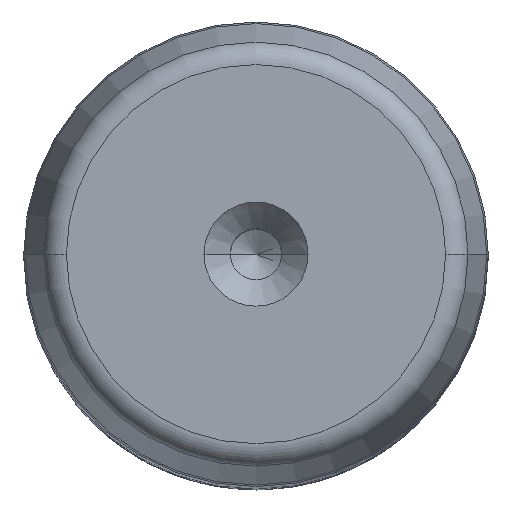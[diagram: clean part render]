
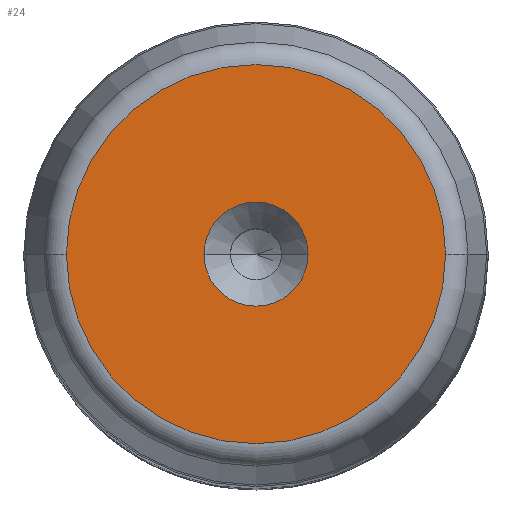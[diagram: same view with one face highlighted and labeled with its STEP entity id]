
A CAD part, top view. The second image highlights one B-rep face of the part: STEP entity #24.
In plain terms, the highlighted planar face has unit normal (0, 0, 1).
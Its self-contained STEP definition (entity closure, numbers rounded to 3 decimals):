
#19 = CARTESIAN_POINT ( 'NONE',  ( 0., 0., 224. ) ) ;
#24 = ADVANCED_FACE ( 'NONE', ( #2405, #2320 ), #1499, .T. ) ;
#115 = DIRECTION ( 'NONE',  ( 1., 0., 0. ) ) ;
#147 = AXIS2_PLACEMENT_3D ( 'NONE', #1535, #612, #3042 ) ;
#275 = AXIS2_PLACEMENT_3D ( 'NONE', #19, #1014, #1227 ) ;
#332 = AXIS2_PLACEMENT_3D ( 'NONE', #405, #2103, #651 ) ;
#369 = CIRCLE ( 'NONE', #147, 20.402 ) ;
#405 = CARTESIAN_POINT ( 'NONE',  ( 0., 0., 224. ) ) ;
#416 = CIRCLE ( 'NONE', #275, 20.402 ) ;
#445 = ORIENTED_EDGE ( 'NONE', *, *, #2480, .F. ) ;
#497 = AXIS2_PLACEMENT_3D ( 'NONE', #2009, #789, #1509 ) ;
#612 = DIRECTION ( 'NONE',  ( 0., 0., 1. ) ) ;
#651 = DIRECTION ( 'NONE',  ( 1., 0., 0. ) ) ;
#748 = EDGE_LOOP ( 'NONE', ( #1769, #891 ) ) ;
#789 = DIRECTION ( 'NONE',  ( 0., 0., 1. ) ) ;
#855 = VERTEX_POINT ( 'NONE', #1141 ) ;
#891 = ORIENTED_EDGE ( 'NONE', *, *, #1003, .T. ) ;
#1003 = EDGE_CURVE ( 'NONE', #1849, #1115, #416, .T. ) ;
#1014 = DIRECTION ( 'NONE',  ( 0., 0., 1. ) ) ;
#1115 = VERTEX_POINT ( 'NONE', #1515 ) ;
#1141 = CARTESIAN_POINT ( 'NONE',  ( 5.6, 0., 224. ) ) ;
#1227 = DIRECTION ( 'NONE',  ( 1., 0., 0. ) ) ;
#1289 = CARTESIAN_POINT ( 'NONE',  ( -20.402, 0., 224. ) ) ;
#1499 = PLANE ( 'NONE',  #497 ) ;
#1509 = DIRECTION ( 'NONE',  ( 1., 0., 0. ) ) ;
#1515 = CARTESIAN_POINT ( 'NONE',  ( 20.402, 0., 224. ) ) ;
#1535 = CARTESIAN_POINT ( 'NONE',  ( 0., 0., 224. ) ) ;
#1575 = VERTEX_POINT ( 'NONE', #1936 ) ;
#1701 = CIRCLE ( 'NONE', #2702, 5.6 ) ;
#1769 = ORIENTED_EDGE ( 'NONE', *, *, #1852, .T. ) ;
#1811 = DIRECTION ( 'NONE',  ( 0., 0., 1. ) ) ;
#1849 = VERTEX_POINT ( 'NONE', #1289 ) ;
#1852 = EDGE_CURVE ( 'NONE', #1115, #1849, #369, .T. ) ;
#1936 = CARTESIAN_POINT ( 'NONE',  ( -5.6, 0., 224. ) ) ;
#2009 = CARTESIAN_POINT ( 'NONE',  ( 0., 0., 224. ) ) ;
#2103 = DIRECTION ( 'NONE',  ( 0., 0., 1. ) ) ;
#2265 = EDGE_LOOP ( 'NONE', ( #2703, #445 ) ) ;
#2320 = FACE_BOUND ( 'NONE', #2265, .T. ) ;
#2405 = FACE_OUTER_BOUND ( 'NONE', #748, .T. ) ;
#2480 = EDGE_CURVE ( 'NONE', #1575, #855, #1701, .T. ) ;
#2702 = AXIS2_PLACEMENT_3D ( 'NONE', #2813, #1811, #115 ) ;
#2703 = ORIENTED_EDGE ( 'NONE', *, *, #2809, .F. ) ;
#2809 = EDGE_CURVE ( 'NONE', #855, #1575, #2946, .T. ) ;
#2813 = CARTESIAN_POINT ( 'NONE',  ( 0., 0., 224. ) ) ;
#2946 = CIRCLE ( 'NONE', #332, 5.6 ) ;
#3042 = DIRECTION ( 'NONE',  ( 1., 0., 0. ) ) ;
